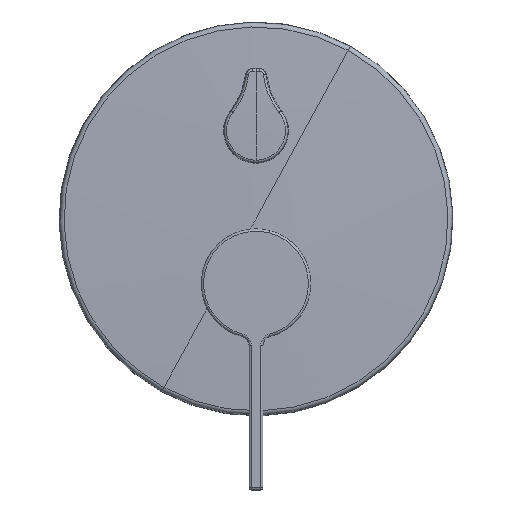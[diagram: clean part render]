
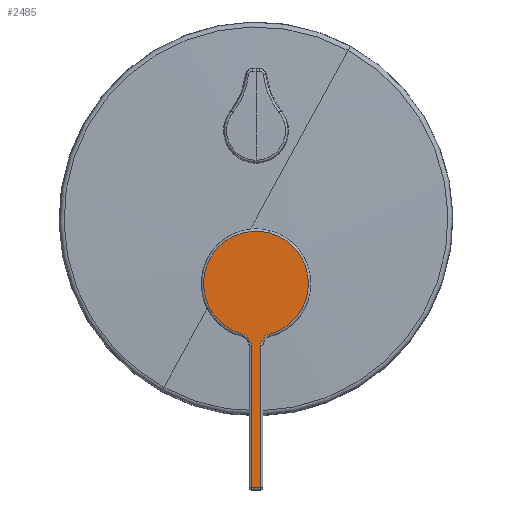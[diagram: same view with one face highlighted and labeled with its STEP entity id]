
A CAD part, top view. The second image highlights one B-rep face of the part: STEP entity #2485.
In plain terms, the highlighted planar face has unit normal (0, 0, 1).
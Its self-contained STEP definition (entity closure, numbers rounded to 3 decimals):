
#24 = ORIENTED_EDGE ( 'NONE', *, *, #3086, .F. ) ;
#36 = CARTESIAN_POINT ( 'NONE',  ( 199.778, 349.861, 635.949 ) ) ;
#333 = DIRECTION ( 'NONE',  ( 0., 1., 0. ) ) ;
#456 = ORIENTED_EDGE ( 'NONE', *, *, #3330, .F. ) ;
#461 = VERTEX_POINT ( 'NONE', #2575 ) ;
#471 = ORIENTED_EDGE ( 'NONE', *, *, #2649, .F. ) ;
#496 = DIRECTION ( 'NONE',  ( 0., 0., -1. ) ) ;
#523 = CARTESIAN_POINT ( 'NONE',  ( 199.778, 261.861, 635.949 ) ) ;
#548 = DIRECTION ( 'NONE',  ( 0., 0., 1. ) ) ;
#614 = CARTESIAN_POINT ( 'NONE',  ( 192.778, 323.164, 635.949 ) ) ;
#730 = DIRECTION ( 'NONE',  ( -1., 0., 0. ) ) ;
#742 = EDGE_CURVE ( 'NONE', #3002, #3227, #2918, .T. ) ;
#783 = EDGE_LOOP ( 'NONE', ( #954, #1937, #471, #456, #24, #3091, #1183 ) ) ;
#909 = CARTESIAN_POINT ( 'NONE',  ( 197.778, 292.513, 635.949 ) ) ;
#936 = LINE ( 'NONE', #909, #2041 ) ;
#954 = ORIENTED_EDGE ( 'NONE', *, *, #2882, .F. ) ;
#1122 = DIRECTION ( 'NONE',  ( 0., 0., 1. ) ) ;
#1183 = ORIENTED_EDGE ( 'NONE', *, *, #1800, .F. ) ;
#1250 = CARTESIAN_POINT ( 'NONE',  ( 197.778, 323.164, 635.949 ) ) ;
#1283 = DIRECTION ( 'NONE',  ( 0., 1., 0. ) ) ;
#1328 = AXIS2_PLACEMENT_3D ( 'NONE', #36, #496, #2513 ) ;
#1442 = AXIS2_PLACEMENT_3D ( 'NONE', #2873, #548, #333 ) ;
#1535 = VERTEX_POINT ( 'NONE', #3127 ) ;
#1547 = DIRECTION ( 'NONE',  ( 0., 0., -1. ) ) ;
#1548 = DIRECTION ( 'NONE',  ( 0., 0., -1. ) ) ;
#1554 = CARTESIAN_POINT ( 'NONE',  ( 199.778, 349.861, 635.949 ) ) ;
#1655 = DIRECTION ( 'NONE',  ( 0., 1., 0. ) ) ;
#1800 = EDGE_CURVE ( 'NONE', #3080, #3002, #936, .T. ) ;
#1864 = CARTESIAN_POINT ( 'NONE',  ( 199.778, 349.861, 635.949 ) ) ;
#1866 = AXIS2_PLACEMENT_3D ( 'NONE', #1864, #1547, #1283 ) ;
#1888 = CARTESIAN_POINT ( 'NONE',  ( 197.778, 261.861, 635.949 ) ) ;
#1899 = DIRECTION ( 'NONE',  ( -1., 0., 0. ) ) ;
#1905 = EDGE_CURVE ( 'NONE', #461, #3269, #2038, .T. ) ;
#1937 = ORIENTED_EDGE ( 'NONE', *, *, #1905, .F. ) ;
#1963 = DIRECTION ( 'NONE',  ( 0., -1., 0. ) ) ;
#1995 = CIRCLE ( 'NONE', #1328, 22.6 ) ;
#2021 = CARTESIAN_POINT ( 'NONE',  ( 201.778, 292.513, 635.949 ) ) ;
#2038 = LINE ( 'NONE', #2021, #2197 ) ;
#2041 = VECTOR ( 'NONE', #3000, 1000. ) ;
#2197 = VECTOR ( 'NONE', #1963, 1000. ) ;
#2234 = CARTESIAN_POINT ( 'NONE',  ( 194.046, 328., 635.949 ) ) ;
#2273 = PLANE ( 'NONE',  #2554 ) ;
#2293 = CIRCLE ( 'NONE', #1866, 22.6 ) ;
#2354 = VERTEX_POINT ( 'NONE', #2969 ) ;
#2485 = ADVANCED_FACE ( 'NONE', ( #2632 ), #2273, .F. ) ;
#2513 = DIRECTION ( 'NONE',  ( 0., 1., 0. ) ) ;
#2554 = AXIS2_PLACEMENT_3D ( 'NONE', #1554, #1548, #1899 ) ;
#2575 = CARTESIAN_POINT ( 'NONE',  ( 201.778, 323.164, 635.949 ) ) ;
#2632 = FACE_OUTER_BOUND ( 'NONE', #783, .T. ) ;
#2639 = VECTOR ( 'NONE', #730, 1000. ) ;
#2649 = EDGE_CURVE ( 'NONE', #1535, #461, #2778, .T. ) ;
#2702 = LINE ( 'NONE', #523, #2639 ) ;
#2778 = CIRCLE ( 'NONE', #1442, 5. ) ;
#2873 = CARTESIAN_POINT ( 'NONE',  ( 206.778, 323.164, 635.949 ) ) ;
#2882 = EDGE_CURVE ( 'NONE', #3269, #3080, #2702, .T. ) ;
#2918 = CIRCLE ( 'NONE', #2993, 5. ) ;
#2969 = CARTESIAN_POINT ( 'NONE',  ( 205.51, 371.722, 635.949 ) ) ;
#2993 = AXIS2_PLACEMENT_3D ( 'NONE', #614, #1122, #1655 ) ;
#3000 = DIRECTION ( 'NONE',  ( 0., 1., 0. ) ) ;
#3002 = VERTEX_POINT ( 'NONE', #1250 ) ;
#3080 = VERTEX_POINT ( 'NONE', #1888 ) ;
#3086 = EDGE_CURVE ( 'NONE', #3227, #2354, #2293, .T. ) ;
#3091 = ORIENTED_EDGE ( 'NONE', *, *, #742, .F. ) ;
#3127 = CARTESIAN_POINT ( 'NONE',  ( 205.51, 328., 635.949 ) ) ;
#3227 = VERTEX_POINT ( 'NONE', #2234 ) ;
#3265 = CARTESIAN_POINT ( 'NONE',  ( 201.778, 261.861, 635.949 ) ) ;
#3269 = VERTEX_POINT ( 'NONE', #3265 ) ;
#3330 = EDGE_CURVE ( 'NONE', #2354, #1535, #1995, .T. ) ;
